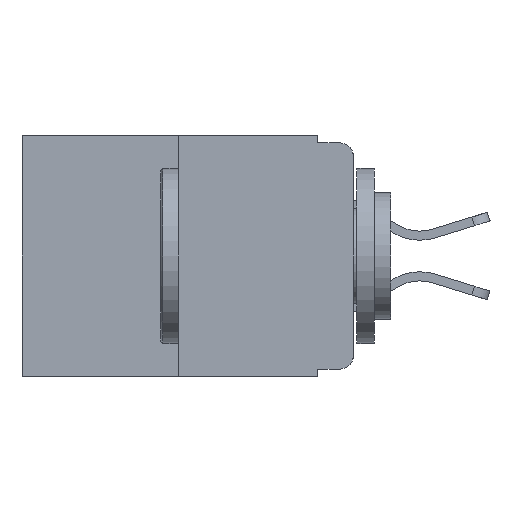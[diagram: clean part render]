
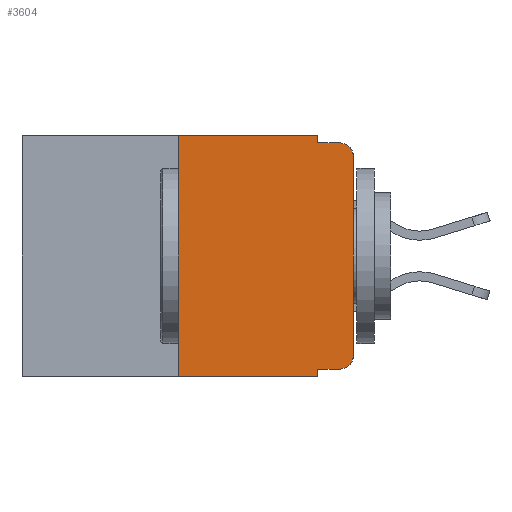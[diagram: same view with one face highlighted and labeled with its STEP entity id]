
A CAD part, left-side view. The second image highlights one B-rep face of the part: STEP entity #3604.
In plain terms, the highlighted planar face has unit normal (-1, 0, 0).
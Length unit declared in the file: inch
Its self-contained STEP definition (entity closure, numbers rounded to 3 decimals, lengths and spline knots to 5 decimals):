
#149 = ORIENTED_EDGE ( 'NONE', *, *, #3713, .T. ) ;
#229 = VECTOR ( 'NONE', #858, 39.37008 ) ;
#316 = DIRECTION ( 'NONE',  ( 0., 0., -1. ) ) ;
#409 = ORIENTED_EDGE ( 'NONE', *, *, #4487, .T. ) ;
#472 = DIRECTION ( 'NONE',  ( 0., 0., -1. ) ) ;
#488 = EDGE_CURVE ( 'NONE', #1473, #5248, #7076, .T. ) ;
#574 = VECTOR ( 'NONE', #316, 39.37008 ) ;
#661 = EDGE_LOOP ( 'NONE', ( #3410, #9823, #10068, #10308, #6425, #2211, #149, #2486, #409, #664 ) ) ;
#664 = ORIENTED_EDGE ( 'NONE', *, *, #7766, .T. ) ;
#858 = DIRECTION ( 'NONE',  ( 0., -1., 0. ) ) ;
#1033 = CARTESIAN_POINT ( 'NONE',  ( 0., 0., -0.03 ) ) ;
#1473 = VERTEX_POINT ( 'NONE', #10392 ) ;
#1633 = EDGE_CURVE ( 'NONE', #8105, #1473, #7669, .T. ) ;
#1908 = FACE_OUTER_BOUND ( 'NONE', #661, .T. ) ;
#2002 = LINE ( 'NONE', #3288, #9881 ) ;
#2075 = DIRECTION ( 'NONE',  ( -1., 0., 0. ) ) ;
#2211 = ORIENTED_EDGE ( 'NONE', *, *, #5635, .F. ) ;
#2450 = VERTEX_POINT ( 'NONE', #2759 ) ;
#2486 = ORIENTED_EDGE ( 'NONE', *, *, #7195, .F. ) ;
#2494 = CARTESIAN_POINT ( 'NONE',  ( 0., 0., 0. ) ) ;
#2569 = LINE ( 'NONE', #7594, #229 ) ;
#2591 = CARTESIAN_POINT ( 'NONE',  ( 0., 0.02, -0.333 ) ) ;
#2759 = CARTESIAN_POINT ( 'NONE',  ( 0., 0.25, 0. ) ) ;
#3068 = CARTESIAN_POINT ( 'NONE',  ( 0., 0., -0.313 ) ) ;
#3129 = LINE ( 'NONE', #6251, #7251 ) ;
#3288 = CARTESIAN_POINT ( 'NONE',  ( 0., 0.25, 0. ) ) ;
#3317 = DIRECTION ( 'NONE',  ( -1., 0., 0. ) ) ;
#3369 = CARTESIAN_POINT ( 'NONE',  ( 0., 0.02, -0.03 ) ) ;
#3410 = ORIENTED_EDGE ( 'NONE', *, *, #6354, .T. ) ;
#3604 = ADVANCED_FACE ( 'NONE', ( #1908 ), #7366, .F. ) ;
#3713 = EDGE_CURVE ( 'NONE', #10528, #6738, #3129, .T. ) ;
#4288 = AXIS2_PLACEMENT_3D ( 'NONE', #5223, #10278, #9059 ) ;
#4414 = CARTESIAN_POINT ( 'NONE',  ( 0., 0.25, -0.343 ) ) ;
#4425 = DIRECTION ( 'NONE',  ( 0., 0., -1. ) ) ;
#4487 = EDGE_CURVE ( 'NONE', #5747, #7564, #6149, .T. ) ;
#4592 = EDGE_CURVE ( 'NONE', #7098, #5248, #7235, .T. ) ;
#4618 = CARTESIAN_POINT ( 'NONE',  ( 0., 0.051, 0. ) ) ;
#5105 = VERTEX_POINT ( 'NONE', #3068 ) ;
#5152 = CARTESIAN_POINT ( 'NONE',  ( 0., 0.051, -0.333 ) ) ;
#5223 = CARTESIAN_POINT ( 'NONE',  ( 0., 0.473, 0. ) ) ;
#5248 = VERTEX_POINT ( 'NONE', #5991 ) ;
#5635 = EDGE_CURVE ( 'NONE', #10528, #2450, #2002, .T. ) ;
#5747 = VERTEX_POINT ( 'NONE', #9079 ) ;
#5802 = EDGE_CURVE ( 'NONE', #2450, #8105, #2569, .T. ) ;
#5991 = CARTESIAN_POINT ( 'NONE',  ( 0., 0.02, -0.01 ) ) ;
#6149 = LINE ( 'NONE', #5152, #6890 ) ;
#6251 = CARTESIAN_POINT ( 'NONE',  ( 0., 0.473, -0.343 ) ) ;
#6354 = EDGE_CURVE ( 'NONE', #5105, #7098, #7586, .T. ) ;
#6425 = ORIENTED_EDGE ( 'NONE', *, *, #5802, .F. ) ;
#6473 = AXIS2_PLACEMENT_3D ( 'NONE', #3369, #3317, #4425 ) ;
#6664 = CARTESIAN_POINT ( 'NONE',  ( 0., 0.051, -0.01 ) ) ;
#6738 = VERTEX_POINT ( 'NONE', #8644 ) ;
#6890 = VECTOR ( 'NONE', #7500, 39.37008 ) ;
#7076 = LINE ( 'NONE', #6664, #8895 ) ;
#7080 = CARTESIAN_POINT ( 'NONE',  ( 0., 0.02, -0.313 ) ) ;
#7098 = VERTEX_POINT ( 'NONE', #1033 ) ;
#7195 = EDGE_CURVE ( 'NONE', #5747, #6738, #9371, .T. ) ;
#7235 = CIRCLE ( 'NONE', #6473, 0.02 ) ;
#7251 = VECTOR ( 'NONE', #10633, 39.37008 ) ;
#7366 = PLANE ( 'NONE',  #4288 ) ;
#7443 = DIRECTION ( 'NONE',  ( 0., 0., 1. ) ) ;
#7500 = DIRECTION ( 'NONE',  ( 0., -1., 0. ) ) ;
#7564 = VERTEX_POINT ( 'NONE', #2591 ) ;
#7586 = LINE ( 'NONE', #2494, #9885 ) ;
#7594 = CARTESIAN_POINT ( 'NONE',  ( 0., 0.473, 0. ) ) ;
#7669 = LINE ( 'NONE', #8752, #9479 ) ;
#7766 = EDGE_CURVE ( 'NONE', #7564, #5105, #9976, .T. ) ;
#7855 = DIRECTION ( 'NONE',  ( 0., 0., -1. ) ) ;
#8105 = VERTEX_POINT ( 'NONE', #9814 ) ;
#8196 = DIRECTION ( 'NONE',  ( 0., 0., 1. ) ) ;
#8644 = CARTESIAN_POINT ( 'NONE',  ( 0., 0.051, -0.343 ) ) ;
#8752 = CARTESIAN_POINT ( 'NONE',  ( 0., 0.051, 0. ) ) ;
#8863 = AXIS2_PLACEMENT_3D ( 'NONE', #7080, #2075, #7855 ) ;
#8895 = VECTOR ( 'NONE', #10059, 39.37008 ) ;
#9059 = DIRECTION ( 'NONE',  ( 0., 0., -1. ) ) ;
#9079 = CARTESIAN_POINT ( 'NONE',  ( 0., 0.051, -0.333 ) ) ;
#9371 = LINE ( 'NONE', #4618, #574 ) ;
#9479 = VECTOR ( 'NONE', #472, 39.37008 ) ;
#9814 = CARTESIAN_POINT ( 'NONE',  ( 0., 0.051, 0. ) ) ;
#9823 = ORIENTED_EDGE ( 'NONE', *, *, #4592, .T. ) ;
#9881 = VECTOR ( 'NONE', #8196, 39.37008 ) ;
#9885 = VECTOR ( 'NONE', #7443, 39.37008 ) ;
#9976 = CIRCLE ( 'NONE', #8863, 0.02 ) ;
#10059 = DIRECTION ( 'NONE',  ( 0., -1., 0. ) ) ;
#10068 = ORIENTED_EDGE ( 'NONE', *, *, #488, .F. ) ;
#10278 = DIRECTION ( 'NONE',  ( 1., 0., 0. ) ) ;
#10308 = ORIENTED_EDGE ( 'NONE', *, *, #1633, .F. ) ;
#10392 = CARTESIAN_POINT ( 'NONE',  ( 0., 0.051, -0.01 ) ) ;
#10528 = VERTEX_POINT ( 'NONE', #4414 ) ;
#10633 = DIRECTION ( 'NONE',  ( 0., -1., 0. ) ) ;
